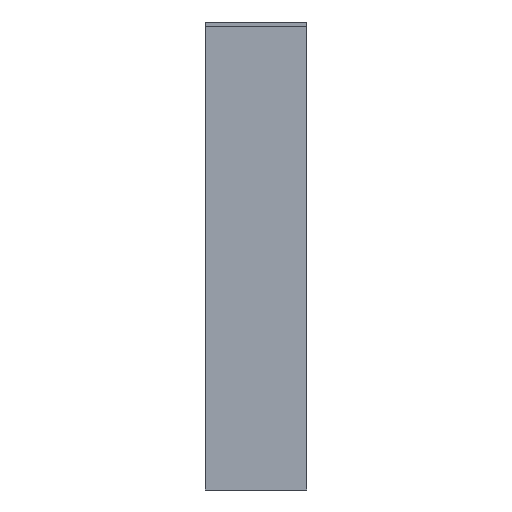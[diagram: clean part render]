
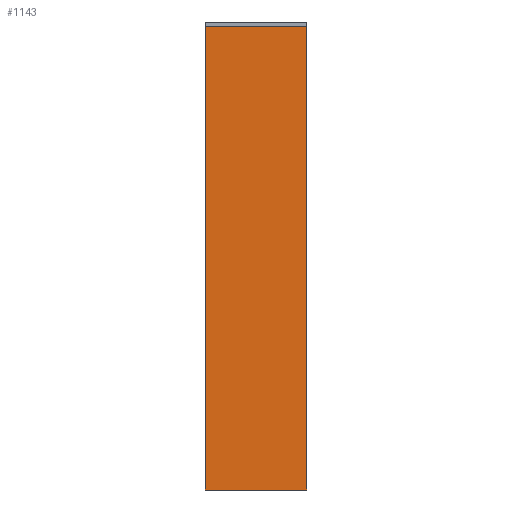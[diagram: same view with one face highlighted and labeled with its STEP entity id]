
A CAD part, left-side view. The second image highlights one B-rep face of the part: STEP entity #1143.
In plain terms, the highlighted planar face has unit normal (-1, 0, 0).
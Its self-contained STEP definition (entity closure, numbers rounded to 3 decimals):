
#96 = CARTESIAN_POINT ( 'NONE',  ( 92., 16.5, -0.01 ) ) ;
#109 = CARTESIAN_POINT ( 'NONE',  ( 92., -16.5, -0.01 ) ) ;
#369 = DIRECTION ( 'NONE',  ( 0., -1., 0. ) ) ;
#480 = CARTESIAN_POINT ( 'NONE',  ( 92., -16.5, -150. ) ) ;
#553 = VECTOR ( 'NONE', #2006, 1000. ) ;
#573 = LINE ( 'NONE', #1878, #553 ) ;
#688 = VECTOR ( 'NONE', #770, 1000. ) ;
#708 = LINE ( 'NONE', #740, #688 ) ;
#740 = CARTESIAN_POINT ( 'NONE',  ( 92., 16.5, -148.49 ) ) ;
#770 = DIRECTION ( 'NONE',  ( 0., 0., 1. ) ) ;
#900 = VERTEX_POINT ( 'NONE', #109 ) ;
#912 = VERTEX_POINT ( 'NONE', #96 ) ;
#1053 = EDGE_LOOP ( 'NONE', ( #1601, #1667, #1519, #1527 ) ) ;
#1068 = CARTESIAN_POINT ( 'NONE',  ( 92., -18.635, -150. ) ) ;
#1139 = EDGE_CURVE ( 'NONE', #1232, #1885, #1321, .T. ) ;
#1143 = ADVANCED_FACE ( 'NONE', ( #2122 ), #1675, .F. ) ;
#1173 = EDGE_CURVE ( 'NONE', #912, #900, #1901, .T. ) ;
#1232 = VERTEX_POINT ( 'NONE', #480 ) ;
#1321 = LINE ( 'NONE', #1068, #1962 ) ;
#1512 = CARTESIAN_POINT ( 'NONE',  ( 92., 16.5, -0.01 ) ) ;
#1517 = DIRECTION ( 'NONE',  ( 0., 0., -1. ) ) ;
#1519 = ORIENTED_EDGE ( 'NONE', *, *, #1731, .F. ) ;
#1524 = DIRECTION ( 'NONE',  ( 1., 0., 0. ) ) ;
#1527 = ORIENTED_EDGE ( 'NONE', *, *, #1139, .F. ) ;
#1601 = ORIENTED_EDGE ( 'NONE', *, *, #1988, .F. ) ;
#1636 = DIRECTION ( 'NONE',  ( 0., 1., 0. ) ) ;
#1649 = CARTESIAN_POINT ( 'NONE',  ( 92., 16.5, -150. ) ) ;
#1667 = ORIENTED_EDGE ( 'NONE', *, *, #1173, .F. ) ;
#1675 = PLANE ( 'NONE',  #1875 ) ;
#1711 = CARTESIAN_POINT ( 'NONE',  ( 92., 16.5, -148.49 ) ) ;
#1731 = EDGE_CURVE ( 'NONE', #1885, #912, #708, .T. ) ;
#1828 = VECTOR ( 'NONE', #369, 1000. ) ;
#1875 = AXIS2_PLACEMENT_3D ( 'NONE', #1711, #1524, #1517 ) ;
#1878 = CARTESIAN_POINT ( 'NONE',  ( 92., -16.5, -148.49 ) ) ;
#1885 = VERTEX_POINT ( 'NONE', #1649 ) ;
#1901 = LINE ( 'NONE', #1512, #1828 ) ;
#1962 = VECTOR ( 'NONE', #1636, 1000. ) ;
#1988 = EDGE_CURVE ( 'NONE', #900, #1232, #573, .T. ) ;
#2006 = DIRECTION ( 'NONE',  ( 0., 0., -1. ) ) ;
#2122 = FACE_OUTER_BOUND ( 'NONE', #1053, .T. ) ;
